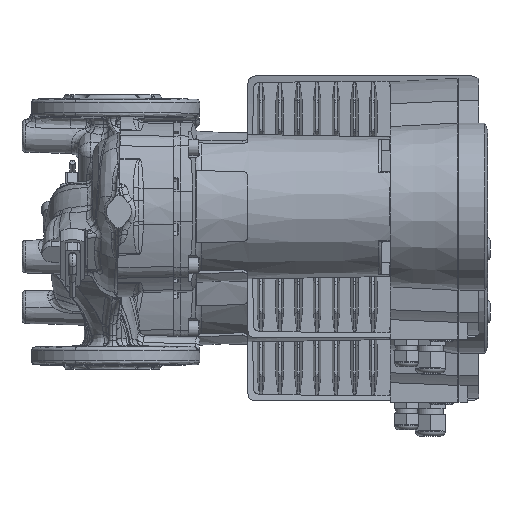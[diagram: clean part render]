
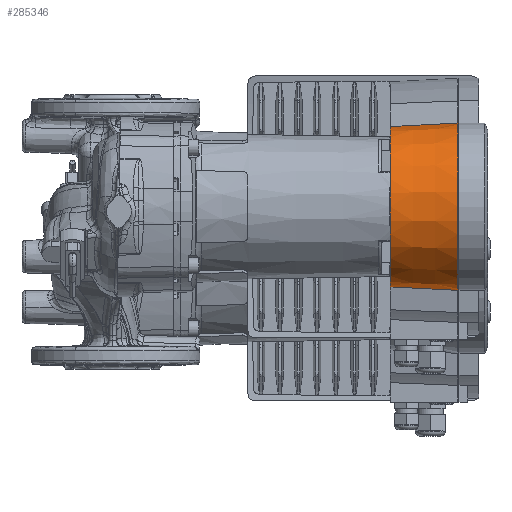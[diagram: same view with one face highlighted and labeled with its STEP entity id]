
A CAD part, top view. The second image highlights one B-rep face of the part: STEP entity #285346.
In plain terms, the highlighted conical face has half-angle 3 degrees and reference radius 67 mm.
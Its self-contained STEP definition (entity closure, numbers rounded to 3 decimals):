
#27798 = VERTEX_POINT ( 'NONE', #319351 ) ;
#27801 = VERTEX_POINT ( 'NONE', #319353 ) ;
#27806 = VERTEX_POINT ( 'NONE', #319361 ) ;
#27811 = VERTEX_POINT ( 'NONE', #319370 ) ;
#27818 = VERTEX_POINT ( 'NONE', #319383 ) ;
#27851 = VERTEX_POINT ( 'NONE', #319437 ) ;
#40291 = B_SPLINE_CURVE_WITH_KNOTS ( 'NONE', 3,
 ( #90633, #90637, #90647, #90650 ),
 .UNSPECIFIED., .F., .F.,
 ( 4, 4 ),
 ( 0.006, 0.054 ),
 .UNSPECIFIED. ) ;
#40314 = B_SPLINE_CURVE_WITH_KNOTS ( 'NONE', 3,
 ( #90902, #90900, #90911, #90912 ),
 .UNSPECIFIED., .F., .F.,
 ( 4, 4 ),
 ( 0.006, 0.054 ),
 .UNSPECIFIED. ) ;
#50936 = ORIENTED_EDGE ( 'NONE', *, *, #183148, .T. ) ;
#54163 = CONICAL_SURFACE ( 'NONE', #54167, 67., 0.052 ) ;
#54167 = AXIS2_PLACEMENT_3D ( 'NONE', #56370, #56355, #56381 ) ;
#56355 = DIRECTION ( 'NONE',  ( 1., 0., 0. ) ) ;
#56370 = CARTESIAN_POINT ( 'NONE',  ( 264.5, 0., 0. ) ) ;
#56371 = FACE_OUTER_BOUND ( 'NONE', #267445, .T. ) ;
#56381 = DIRECTION ( 'NONE',  ( 0., -1., 0. ) ) ;
#90633 = CARTESIAN_POINT ( 'NONE',  ( 216.298, 64.474, 0. ) ) ;
#90637 = CARTESIAN_POINT ( 'NONE',  ( 232.365, 65.316, 0.707 ) ) ;
#90647 = CARTESIAN_POINT ( 'NONE',  ( 248.432, 66.146, 1.415 ) ) ;
#90650 = CARTESIAN_POINT ( 'NONE',  ( 264.5, 66.966, 2.126 ) ) ;
#90673 = CARTESIAN_POINT ( 'NONE',  ( 264.5, 0., 0. ) ) ;
#90675 = DIRECTION ( 'NONE',  ( 1., 0., 0. ) ) ;
#90677 = DIRECTION ( 'NONE',  ( 0., -1., 0. ) ) ;
#90900 = CARTESIAN_POINT ( 'NONE',  ( 232.365, -65.316, 0.707 ) ) ;
#90902 = CARTESIAN_POINT ( 'NONE',  ( 216.298, -64.474, 0. ) ) ;
#90911 = CARTESIAN_POINT ( 'NONE',  ( 248.432, -66.146, 1.415 ) ) ;
#90912 = CARTESIAN_POINT ( 'NONE',  ( 264.5, -66.966, 2.126 ) ) ;
#90914 = LINE ( 'NONE', #90916, #102866 ) ;
#90916 = CARTESIAN_POINT ( 'NONE',  ( 264.5, -67., 0. ) ) ;
#90933 = CARTESIAN_POINT ( 'NONE',  ( 210.5, 0., 0. ) ) ;
#90934 = DIRECTION ( 'NONE',  ( 1., 0., 0. ) ) ;
#90935 = DIRECTION ( 'NONE',  ( 0., -1., 0. ) ) ;
#90937 = DIRECTION ( 'NONE',  ( 0.999, -0.052, 0. ) ) ;
#90941 = LINE ( 'NONE', #90947, #97562 ) ;
#90947 = CARTESIAN_POINT ( 'NONE',  ( 264.5, 67., 0. ) ) ;
#90951 = DIRECTION ( 'NONE',  ( 0.999, 0.052, 0. ) ) ;
#96389 = CIRCLE ( 'NONE', #101895, 67. ) ;
#97562 = VECTOR ( 'NONE', #90951, 1000. ) ;
#100223 = CIRCLE ( 'NONE', #102999, 64.17 ) ;
#101895 = AXIS2_PLACEMENT_3D ( 'NONE', #90673, #90675, #90677 ) ;
#102866 = VECTOR ( 'NONE', #90937, 1000. ) ;
#102999 = AXIS2_PLACEMENT_3D ( 'NONE', #90933, #90934, #90935 ) ;
#149496 = ORIENTED_EDGE ( 'NONE', *, *, #183042, .F. ) ;
#150959 = ORIENTED_EDGE ( 'NONE', *, *, #183129, .T. ) ;
#150965 = ORIENTED_EDGE ( 'NONE', *, *, #183151, .T. ) ;
#150983 = ORIENTED_EDGE ( 'NONE', *, *, #183162, .F. ) ;
#150989 = ORIENTED_EDGE ( 'NONE', *, *, #183032, .F. ) ;
#183032 = EDGE_CURVE ( 'NONE', #27806, #27811, #40291, .T. ) ;
#183042 = EDGE_CURVE ( 'NONE', #27811, #27798, #96389, .T. ) ;
#183129 = EDGE_CURVE ( 'NONE', #27801, #27798, #40314, .T. ) ;
#183148 = EDGE_CURVE ( 'NONE', #27818, #27851, #100223, .T. ) ;
#183151 = EDGE_CURVE ( 'NONE', #27851, #27801, #90914, .T. ) ;
#183162 = EDGE_CURVE ( 'NONE', #27818, #27806, #90941, .T. ) ;
#267445 = EDGE_LOOP ( 'NONE', ( #150983, #50936, #150965, #150959, #149496, #150989 ) ) ;
#285346 = ADVANCED_FACE ( 'NONE', ( #56371 ), #54163, .T. ) ;
#319351 = CARTESIAN_POINT ( 'NONE',  ( 264.5, -66.966, 2.126 ) ) ;
#319353 = CARTESIAN_POINT ( 'NONE',  ( 216.298, -64.474, 0. ) ) ;
#319361 = CARTESIAN_POINT ( 'NONE',  ( 216.298, 64.474, 0. ) ) ;
#319370 = CARTESIAN_POINT ( 'NONE',  ( 264.5, 66.966, 2.126 ) ) ;
#319383 = CARTESIAN_POINT ( 'NONE',  ( 210.5, 64.17, 0. ) ) ;
#319437 = CARTESIAN_POINT ( 'NONE',  ( 210.5, -64.17, 0. ) ) ;
